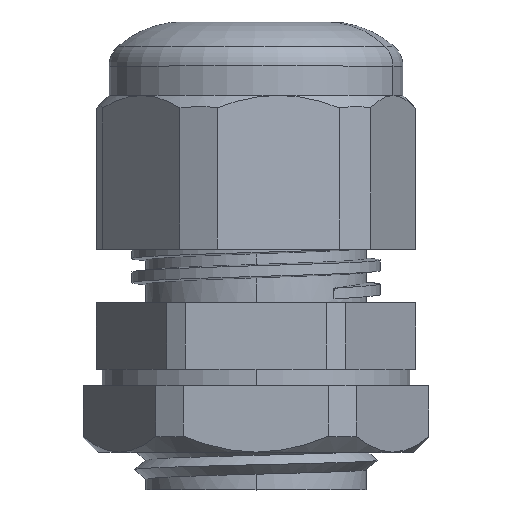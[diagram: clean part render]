
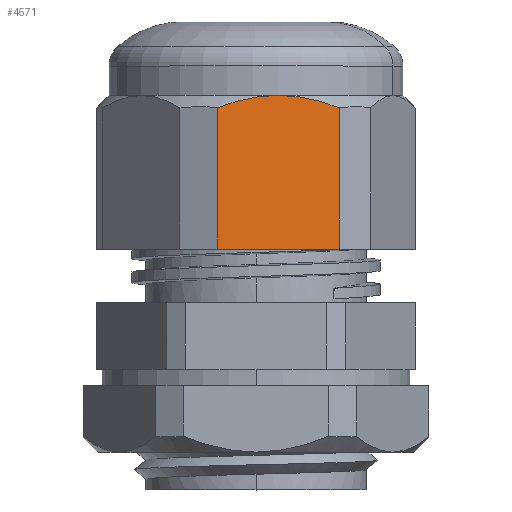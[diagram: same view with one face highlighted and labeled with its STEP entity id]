
A CAD part, top view. The second image highlights one B-rep face of the part: STEP entity #4571.
In plain terms, the highlighted face is planar.
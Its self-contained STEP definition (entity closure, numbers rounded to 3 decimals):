
#91 = ORIENTED_EDGE ( 'NONE', *, *, #6162, .F. ) ;
#188 = AXIS2_PLACEMENT_3D ( 'NONE', #6469, #2478, #9455 ) ;
#981 = CARTESIAN_POINT ( 'NONE',  ( 9.526, 5.75, -5.5 ) ) ;
#1104 = CARTESIAN_POINT ( 'NONE',  ( 7.217, -5.75, -9.5 ) ) ;
#1165 = CARTESIAN_POINT ( 'NONE',  ( 8.737, 5.663, -6.867 ) ) ;
#1937 = CARTESIAN_POINT ( 'NONE',  ( 11.465, 5.107, -2.143 ) ) ;
#2006 = VECTOR ( 'NONE', #2590, 1000. ) ;
#2215 = CARTESIAN_POINT ( 'NONE',  ( 11.836, 4.82, -1.5 ) ) ;
#2478 = DIRECTION ( 'NONE',  ( -0.866, 0., 0.5 ) ) ;
#2590 = DIRECTION ( 'NONE',  ( -0.5, 0., -0.866 ) ) ;
#2841 = ORIENTED_EDGE ( 'NONE', *, *, #9802, .T. ) ;
#3163 = CARTESIAN_POINT ( 'NONE',  ( 9.526, 5.75, -5.5 ) ) ;
#3238 = EDGE_LOOP ( 'NONE', ( #3954, #5623, #2841, #11965, #91 ) ) ;
#3954 = ORIENTED_EDGE ( 'NONE', *, *, #8140, .F. ) ;
#4167 = CARTESIAN_POINT ( 'NONE',  ( 7.588, 5.107, -8.857 ) ) ;
#4183 = FACE_OUTER_BOUND ( 'NONE', #3238, .T. ) ;
#4352 = VERTEX_POINT ( 'NONE', #1104 ) ;
#4571 = ADVANCED_FACE ( 'NONE', ( #4183 ), #5472, .F. ) ;
#4603 = CARTESIAN_POINT ( 'NONE',  ( 9.526, 5.75, -5.5 ) ) ;
#4930 = CARTESIAN_POINT ( 'NONE',  ( 7.217, 4.82, -9.5 ) ) ;
#4962 = CARTESIAN_POINT ( 'NONE',  ( 11.088, 5.34, -2.795 ) ) ;
#5472 = PLANE ( 'NONE',  #188 ) ;
#5537 = VECTOR ( 'NONE', #11255, 1000. ) ;
#5623 = ORIENTED_EDGE ( 'NONE', *, *, #8308, .T. ) ;
#5766 = VECTOR ( 'NONE', #5939, 1000. ) ;
#5939 = DIRECTION ( 'NONE',  ( 0., -1., 0. ) ) ;
#5985 = CARTESIAN_POINT ( 'NONE',  ( 10.317, 5.644, -4.13 ) ) ;
#6162 = EDGE_CURVE ( 'NONE', #12600, #7504, #12631, .T. ) ;
#6469 = CARTESIAN_POINT ( 'NONE',  ( 12.702, 5.75, 0. ) ) ;
#6625 = CARTESIAN_POINT ( 'NONE',  ( 12.702, -5.75, 0. ) ) ;
#6967 = CARTESIAN_POINT ( 'NONE',  ( 9.726, 5.75, -5.155 ) ) ;
#7156 = CARTESIAN_POINT ( 'NONE',  ( 9.128, 5.75, -6.19 ) ) ;
#7323 = LINE ( 'NONE', #6625, #2006 ) ;
#7504 = VERTEX_POINT ( 'NONE', #4930 ) ;
#8140 = EDGE_CURVE ( 'NONE', #12010, #12600, #12180, .T. ) ;
#8182 = LINE ( 'NONE', #10257, #5537 ) ;
#8308 = EDGE_CURVE ( 'NONE', #12010, #11828, #8182, .T. ) ;
#8698 = LINE ( 'NONE', #11876, #5766 ) ;
#9455 = DIRECTION ( 'NONE',  ( 0.5, 0., 0.866 ) ) ;
#9802 = EDGE_CURVE ( 'NONE', #11828, #4352, #7323, .T. ) ;
#10147 = CARTESIAN_POINT ( 'NONE',  ( 7.968, 5.342, -8.199 ) ) ;
#10257 = CARTESIAN_POINT ( 'NONE',  ( 11.836, 51.586, -1.5 ) ) ;
#10657 = EDGE_CURVE ( 'NONE', #7504, #4352, #8698, .T. ) ;
#11141 = CARTESIAN_POINT ( 'NONE',  ( 7.217, 4.82, -9.5 ) ) ;
#11255 = DIRECTION ( 'NONE',  ( 0., -1., 0. ) ) ;
#11828 = VERTEX_POINT ( 'NONE', #12512 ) ;
#11876 = CARTESIAN_POINT ( 'NONE',  ( 7.217, 51.586, -9.5 ) ) ;
#11882 = CARTESIAN_POINT ( 'NONE',  ( 11.836, 4.82, -1.5 ) ) ;
#11928 = CARTESIAN_POINT ( 'NONE',  ( 10.511, 5.581, -3.794 ) ) ;
#11965 = ORIENTED_EDGE ( 'NONE', *, *, #10657, .F. ) ;
#12010 = VERTEX_POINT ( 'NONE', #2215 ) ;
#12180 = B_SPLINE_CURVE_WITH_KNOTS ( 'NONE', 3,
 ( #11882, #1937, #4962, #11928, #5985, #12944, #6967, #981 ),
 .UNSPECIFIED., .F., .F.,
 ( 4, 2, 2, 4 ),
 ( 0., 0.002, 0.004, 0.005 ),
 .UNSPECIFIED. ) ;
#12512 = CARTESIAN_POINT ( 'NONE',  ( 11.836, -5.75, -1.5 ) ) ;
#12600 = VERTEX_POINT ( 'NONE', #4603 ) ;
#12631 = B_SPLINE_CURVE_WITH_KNOTS ( 'NONE', 3,
 ( #3163, #7156, #1165, #10147, #4167, #11141 ),
 .UNSPECIFIED., .F., .F.,
 ( 4, 2, 4 ),
 ( 0.005, 0.007, 0.009 ),
 .UNSPECIFIED. ) ;
#12944 = CARTESIAN_POINT ( 'NONE',  ( 9.925, 5.728, -4.81 ) ) ;
